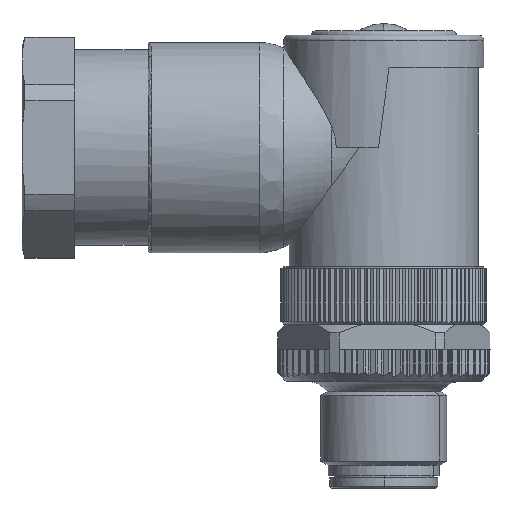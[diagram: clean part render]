
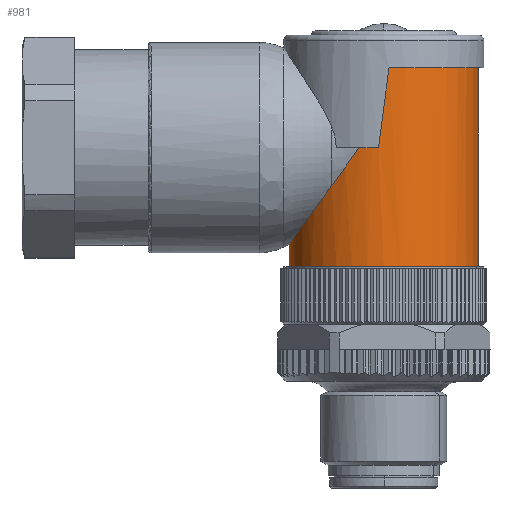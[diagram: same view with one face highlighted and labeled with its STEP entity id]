
A CAD part, left-side view. The second image highlights one B-rep face of the part: STEP entity #981.
In plain terms, the highlighted cylindrical face has radius 9 mm (diameter 18 mm), a partial arc.
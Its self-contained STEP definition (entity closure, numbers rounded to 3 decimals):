
#908=AXIS2_PLACEMENT_3D('Cylinder Axis2P3D',#905,#906,#907) ;
#912=AXIS2_PLACEMENT_3D('Circle Axis2P3D',#910,#911,$) ;
#917=AXIS2_PLACEMENT_3D('Circle Axis2P3D',#915,#916,$) ;
#932=AXIS2_PLACEMENT_3D('Circle Axis2P3D',#930,#931,$) ;
#806=CARTESIAN_POINT('Line Origine',(10.086,1.1,18.)) ;
#810=CARTESIAN_POINT('Vertex',(10.086,1.1,40.)) ;
#812=CARTESIAN_POINT('Vertex',(10.086,1.1,21.1)) ;
#819=CARTESIAN_POINT('Vertex',(10.086,19.1,21.1)) ;
#822=CARTESIAN_POINT('Line Origine',(10.086,19.1,18.)) ;
#826=CARTESIAN_POINT('Vertex',(10.086,19.1,23.199)) ;
#905=CARTESIAN_POINT('Axis2P3D Location',(10.086,10.1,18.)) ;
#910=CARTESIAN_POINT('Axis2P3D Location',(10.086,10.1,21.1)) ;
#915=CARTESIAN_POINT('Axis2P3D Location',(10.086,10.1,40.)) ;
#919=CARTESIAN_POINT('Vertex',(1.1,9.6,40.)) ;
#923=CARTESIAN_POINT('Control Point',(1.1,9.6,40.)) ;
#924=CARTESIAN_POINT('Control Point',(1.081,9.933,37.468)) ;
#925=CARTESIAN_POINT('Control Point',(1.081,10.267,34.932)) ;
#926=CARTESIAN_POINT('Control Point',(1.1,10.6,32.4)) ;
#927=CARTESIAN_POINT('Vertex',(1.1,10.6,32.4)) ;
#930=CARTESIAN_POINT('Axis2P3D Location',(10.086,10.1,32.4)) ;
#934=CARTESIAN_POINT('Vertex',(1.397,12.444,32.4)) ;
#938=CARTESIAN_POINT('Control Point',(2.569,15.049,28.777)) ;
#939=CARTESIAN_POINT('Control Point',(2.009,14.198,29.94)) ;
#940=CARTESIAN_POINT('Control Point',(1.63,13.31,31.165)) ;
#941=CARTESIAN_POINT('Control Point',(1.397,12.444,32.4)) ;
#942=CARTESIAN_POINT('Vertex',(2.569,15.049,28.777)) ;
#946=CARTESIAN_POINT('Control Point',(3.959,16.693,26.537)) ;
#947=CARTESIAN_POINT('Control Point',(3.405,16.177,27.241)) ;
#948=CARTESIAN_POINT('Control Point',(2.946,15.622,27.994)) ;
#949=CARTESIAN_POINT('Control Point',(2.569,15.049,28.777)) ;
#950=CARTESIAN_POINT('Vertex',(3.959,16.693,26.537)) ;
#954=CARTESIAN_POINT('Control Point',(6.533,18.369,24.228)) ;
#955=CARTESIAN_POINT('Control Point',(5.755,18.035,24.694)) ;
#956=CARTESIAN_POINT('Control Point',(5.071,17.625,25.258)) ;
#957=CARTESIAN_POINT('Control Point',(4.476,17.173,25.881)) ;
#958=CARTESIAN_POINT('Control Point',(3.959,16.693,26.537)) ;
#959=CARTESIAN_POINT('Vertex',(6.533,18.369,24.228)) ;
#963=CARTESIAN_POINT('Control Point',(10.086,19.1,23.199)) ;
#964=CARTESIAN_POINT('Control Point',(9.128,19.1,23.199)) ;
#965=CARTESIAN_POINT('Control Point',(8.175,18.963,23.408)) ;
#966=CARTESIAN_POINT('Control Point',(7.302,18.7,23.766)) ;
#967=CARTESIAN_POINT('Control Point',(6.533,18.369,24.228)) ;
#807=DIRECTION('Vector Direction',(0.,0.,1.)) ;
#823=DIRECTION('Vector Direction',(0.,0.,1.)) ;
#906=DIRECTION('Axis2P3D Direction',(-0.,0.,1.)) ;
#907=DIRECTION('Axis2P3D XDirection',(0.,1.,0.)) ;
#911=DIRECTION('Axis2P3D Direction',(-0.,0.,1.)) ;
#916=DIRECTION('Axis2P3D Direction',(-0.,0.,1.)) ;
#931=DIRECTION('Axis2P3D Direction',(-0.,0.,1.)) ;
#808=VECTOR('Line Direction',#807,1.) ;
#824=VECTOR('Line Direction',#823,1.) ;
#970=ORIENTED_EDGE('',*,*,#828,.F.) ;
#971=ORIENTED_EDGE('',*,*,#914,.F.) ;
#972=ORIENTED_EDGE('',*,*,#814,.F.) ;
#973=ORIENTED_EDGE('',*,*,#921,.T.) ;
#974=ORIENTED_EDGE('',*,*,#929,.T.) ;
#975=ORIENTED_EDGE('',*,*,#936,.F.) ;
#976=ORIENTED_EDGE('',*,*,#944,.F.) ;
#977=ORIENTED_EDGE('',*,*,#952,.F.) ;
#978=ORIENTED_EDGE('',*,*,#961,.F.) ;
#979=ORIENTED_EDGE('',*,*,#968,.F.) ;
#981=ADVANCED_FACE('Hauptk\X2\00F6\X0\rper',(#980),#909,.T.) ;
#922=B_SPLINE_CURVE_WITH_KNOTS('',3,(#923,#924,#925,#926),.UNSPECIFIED.,.F.,.U.,(4,4),(0.,10.89),.UNSPECIFIED.) ;
#937=B_SPLINE_CURVE_WITH_KNOTS('',3,(#938,#939,#940,#941),.UNSPECIFIED.,.F.,.U.,(4,4),(4.414,10.966),.UNSPECIFIED.) ;
#945=B_SPLINE_CURVE_WITH_KNOTS('',3,(#946,#947,#948,#949),.UNSPECIFIED.,.F.,.U.,(4,4),(0.,4.414),.UNSPECIFIED.) ;
#953=B_SPLINE_CURVE_WITH_KNOTS('',4,(#954,#955,#956,#957,#958),.UNSPECIFIED.,.F.,.U.,(5,5),(0.,5.484),.UNSPECIFIED.) ;
#962=B_SPLINE_CURVE_WITH_KNOTS('',4,(#963,#964,#965,#966,#967),.UNSPECIFIED.,.F.,.U.,(5,5),(0.,5.429),.UNSPECIFIED.) ;
#913=CIRCLE('generated circle',#912,9.) ;
#918=CIRCLE('generated circle',#917,9.) ;
#933=CIRCLE('generated circle',#932,9.) ;
#909=CYLINDRICAL_SURFACE('generated cylinder',#908,9.) ;
#814=EDGE_CURVE('',#811,#813,#809,.F.) ;
#828=EDGE_CURVE('',#820,#827,#825,.T.) ;
#914=EDGE_CURVE('',#813,#820,#913,.F.) ;
#921=EDGE_CURVE('',#811,#920,#918,.F.) ;
#929=EDGE_CURVE('',#920,#928,#922,.T.) ;
#936=EDGE_CURVE('',#935,#928,#933,.T.) ;
#944=EDGE_CURVE('',#943,#935,#937,.T.) ;
#952=EDGE_CURVE('',#951,#943,#945,.T.) ;
#961=EDGE_CURVE('',#960,#951,#953,.T.) ;
#968=EDGE_CURVE('',#827,#960,#962,.T.) ;
#969=EDGE_LOOP('',(#970,#971,#972,#973,#974,#975,#976,#977,#978,#979)) ;
#980=FACE_OUTER_BOUND('',#969,.T.) ;
#809=LINE('Line',#806,#808) ;
#825=LINE('Line',#822,#824) ;
#811=VERTEX_POINT('',#810) ;
#813=VERTEX_POINT('',#812) ;
#820=VERTEX_POINT('',#819) ;
#827=VERTEX_POINT('',#826) ;
#920=VERTEX_POINT('',#919) ;
#928=VERTEX_POINT('',#927) ;
#935=VERTEX_POINT('',#934) ;
#943=VERTEX_POINT('',#942) ;
#951=VERTEX_POINT('',#950) ;
#960=VERTEX_POINT('',#959) ;
